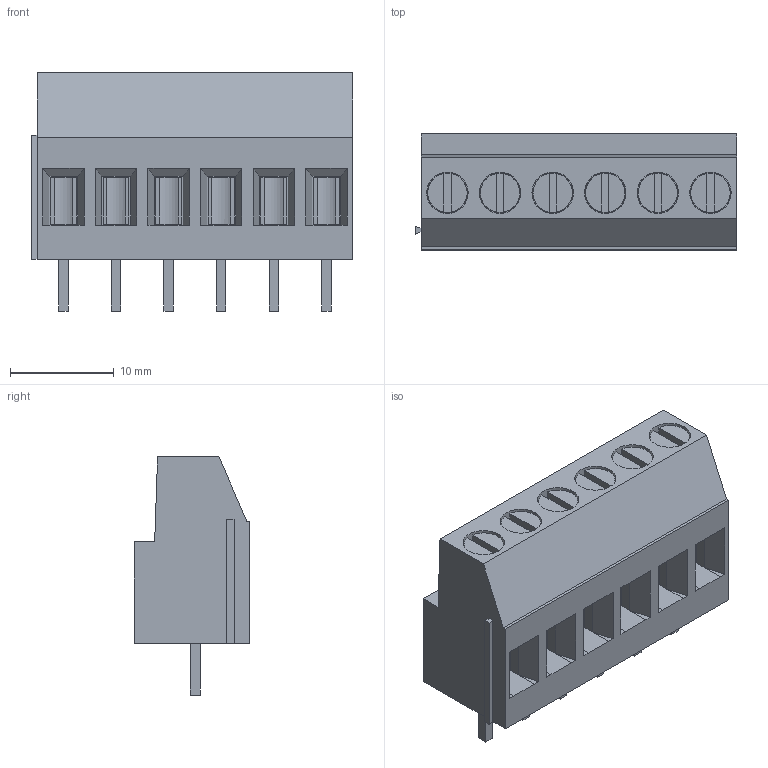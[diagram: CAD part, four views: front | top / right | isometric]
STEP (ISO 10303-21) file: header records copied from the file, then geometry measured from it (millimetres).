
FILE_DESCRIPTION(/* description */ ('model of TerminalBlock_Phoenix_MKDS-3-6-5.08_1x06_P5.08mm_Horizontal'),/* implementation_level */ '2;1');
FILE_NAME(/* name */ 'TerminalBlock_Phoenix_MKDS-3-6-5.08_1x06_P5.08mm_Horizontal.step',/* time_stamp */ '2020-05-14T18:25:42',/* author */ ('kicad StepUp','ksu'),/* organization */ ('FreeCAD'),/* preprocessor_version */ 'OCC',/* originating_system */ 'kicad StepUp',/* authorisation */ '');
FILE_SCHEMA(('AUTOMOTIVE_DESIGN { 1 0 10303 214 1 1 1 1 }'));
Length unit declared in the file: millimetre
Products named in the file (1): TerminalBlock_Phoenix_MKDS_3_6_508_1x06_P508mm_Horizontal
Bounding box: 31.05 x 11.2 x 23 mm (x, y, z)
Volume: 4568.5 mm3; surface area: 4669.4 mm2
Topology: 1 solids, 1 shells, 264 faces, 666 edges, 416 vertices
Faces by surface type: plane 222, bspline 30, cylinder 12
Full cylindrical faces by diameter (mm): 3.8 x6, 4 x6
Entity records: 18199 total; most frequent: CARTESIAN_POINT 3177, DIRECTION 2342, LINE 1530, VECTOR 1530, ORIENTED_EDGE 1332, PCURVE 1332, DEFINITIONAL_REPRESENTATION 1332, EDGE_CURVE 666
